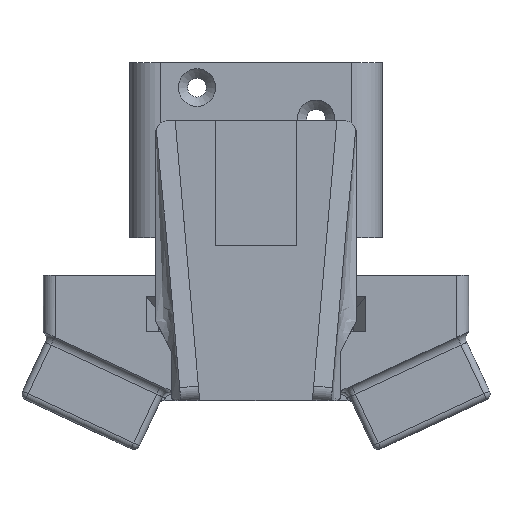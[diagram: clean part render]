
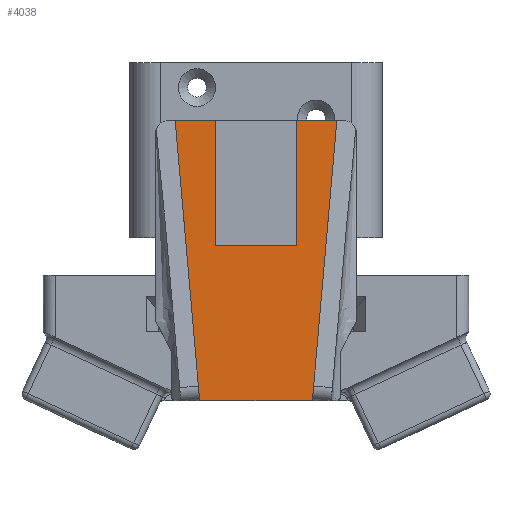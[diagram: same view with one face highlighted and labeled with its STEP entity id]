
A CAD part, top view. The second image highlights one B-rep face of the part: STEP entity #4038.
In plain terms, the highlighted planar face has unit normal (0, 0, 1).
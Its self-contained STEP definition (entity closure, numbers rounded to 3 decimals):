
#222=PLANE('',#4472);
#451=FACE_OUTER_BOUND('',#708,.T.);
#708=EDGE_LOOP('',(#3640,#3641,#3642,#3643,#3644,#3645,#3646,#3647));
#1009=LINE('',#7020,#1357);
#1011=LINE('',#7024,#1359);
#1013=LINE('',#7028,#1361);
#1031=LINE('',#7108,#1379);
#1032=LINE('',#7110,#1380);
#1056=LINE('',#7345,#1404);
#1057=LINE('',#7348,#1405);
#1058=LINE('',#7349,#1406);
#1357=VECTOR('',#5519,10.);
#1359=VECTOR('',#5523,10.);
#1361=VECTOR('',#5527,10.);
#1379=VECTOR('',#5567,10.);
#1380=VECTOR('',#5568,10.);
#1404=VECTOR('',#5636,10.);
#1405=VECTOR('',#5639,10.);
#1406=VECTOR('',#5640,10.);
#1923=VERTEX_POINT('',#7017);
#1924=VERTEX_POINT('',#7019);
#1925=VERTEX_POINT('',#7023);
#1926=VERTEX_POINT('',#7027);
#1943=VERTEX_POINT('',#7106);
#1944=VERTEX_POINT('',#7109);
#1963=VERTEX_POINT('',#7343);
#1964=VERTEX_POINT('',#7347);
#2470=EDGE_CURVE('',#1924,#1923,#1009,.T.);
#2472=EDGE_CURVE('',#1925,#1924,#1011,.T.);
#2474=EDGE_CURVE('',#1926,#1925,#1013,.T.);
#2498=EDGE_CURVE('',#1923,#1943,#1031,.T.);
#2499=EDGE_CURVE('',#1944,#1926,#1032,.T.);
#2537=EDGE_CURVE('',#1943,#1963,#1056,.T.);
#2538=EDGE_CURVE('',#1964,#1944,#1057,.T.);
#2539=EDGE_CURVE('',#1963,#1964,#1058,.T.);
#3640=ORIENTED_EDGE('',*,*,#2538,.T.);
#3641=ORIENTED_EDGE('',*,*,#2499,.T.);
#3642=ORIENTED_EDGE('',*,*,#2474,.T.);
#3643=ORIENTED_EDGE('',*,*,#2472,.T.);
#3644=ORIENTED_EDGE('',*,*,#2470,.T.);
#3645=ORIENTED_EDGE('',*,*,#2498,.T.);
#3646=ORIENTED_EDGE('',*,*,#2537,.T.);
#3647=ORIENTED_EDGE('',*,*,#2539,.T.);
#4038=ADVANCED_FACE('',(#451),#222,.T.);
#4472=AXIS2_PLACEMENT_3D('',#7346,#5637,#5638);
#5519=DIRECTION('',(0.,1.,0.));
#5523=DIRECTION('',(-1.,0.,0.));
#5527=DIRECTION('',(0.,-1.,0.));
#5567=DIRECTION('',(-1.,0.,0.));
#5568=DIRECTION('',(-1.,0.,0.));
#5636=DIRECTION('',(0.087,-0.996,0.));
#5637=DIRECTION('center_axis',(0.,0.,1.));
#5638=DIRECTION('ref_axis',(1.,0.,0.));
#5639=DIRECTION('',(0.087,0.996,0.));
#5640=DIRECTION('',(1.,0.,0.));
#7017=CARTESIAN_POINT('',(-8.079,33.7,32.035));
#7019=CARTESIAN_POINT('',(-8.079,13.7,32.035));
#7020=CARTESIAN_POINT('',(-8.079,25.7,32.035));
#7023=CARTESIAN_POINT('',(4.921,13.7,32.035));
#7024=CARTESIAN_POINT('',(-1.579,13.7,32.035));
#7027=CARTESIAN_POINT('',(4.921,33.7,32.035));
#7028=CARTESIAN_POINT('',(4.921,25.7,32.035));
#7106=CARTESIAN_POINT('',(-14.489,33.7,32.035));
#7108=CARTESIAN_POINT('',(14.421,33.7,32.035));
#7109=CARTESIAN_POINT('',(11.332,33.7,32.035));
#7110=CARTESIAN_POINT('',(14.421,33.7,32.035));
#7343=CARTESIAN_POINT('',(-10.579,-11.,32.035));
#7345=CARTESIAN_POINT('',(-12.775,14.107,32.035));
#7346=CARTESIAN_POINT('Origin',(-1.579,17.7,32.035));
#7347=CARTESIAN_POINT('',(7.421,-11.,32.035));
#7348=CARTESIAN_POINT('',(9.618,14.107,32.035));
#7349=CARTESIAN_POINT('',(-14.525,-11.,32.035));
